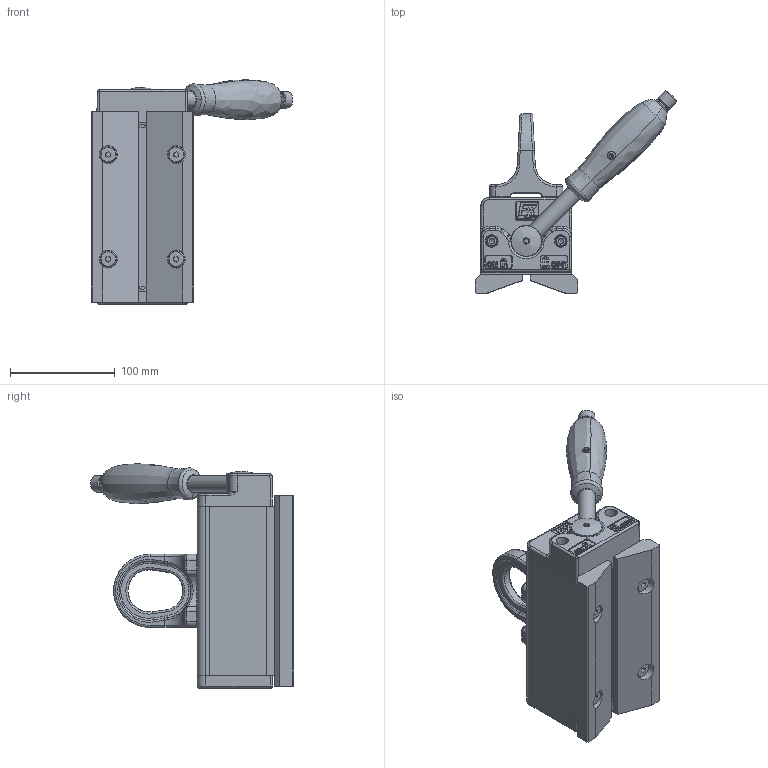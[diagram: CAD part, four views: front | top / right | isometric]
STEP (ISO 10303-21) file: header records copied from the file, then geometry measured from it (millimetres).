
FILE_DESCRIPTION(/* description */ (''),/* implementation_level */ '2;1');
FILE_NAME(/* name */ 'E0161881.stp',/* time_stamp */ '2024-06-11T11:20:57+02:00',/* author */ ('ep'),/* organization */ (''),/* preprocessor_version */ 'ST-DEVELOPER v18.1',/* originating_system */ 'Autodesk Inventor 2021',/* authorisation */ '');
FILE_SCHEMA (('AUTOMOTIVE_DESIGN { 1 0 10303 214 3 1 1 }'));
Products named in the file (1): E0161881
Bounding box: 193.05 x 194.05 x 214.35 mm (x, y, z)
Volume: 1554461.4 mm3; surface area: 430391 mm2
Topology: 66 solids, 68 shells, 2553 faces, 5892 edges, 3449 vertices
Faces by surface type: plane 957, cylinder 531, bspline 448, cone 386, torus 185, sphere 46
Full cylindrical faces by diameter (mm): 3.3 x18, 4 x18, 4.2 x1, 4.3 x16, 5 x14, 6 x11, 6.1 x1, 6.5 x8, 6.647 x4, 6.8 x5, 7 x6, 7.64 x16, 7.7 x1, 7.9 x1, 8 x7, 9 x5, 9.8 x1, 10 x20, 10.2 x1, 11 x6, 12 x1, 13 x2, 13.8 x1, 15.8 x2, 15.95 x1, 16 x6, 17 x4, 29 x1, 29.95 x2, 30 x5
Entity records: 140795 total; most frequent: CARTESIAN_POINT 85923, ORIENTED_EDGE 11386, DIRECTION 10998, EDGE_CURVE 5693, AXIS2_PLACEMENT_3D 4101, VERTEX_POINT 3449, EDGE_LOOP 2822, LINE 2796
